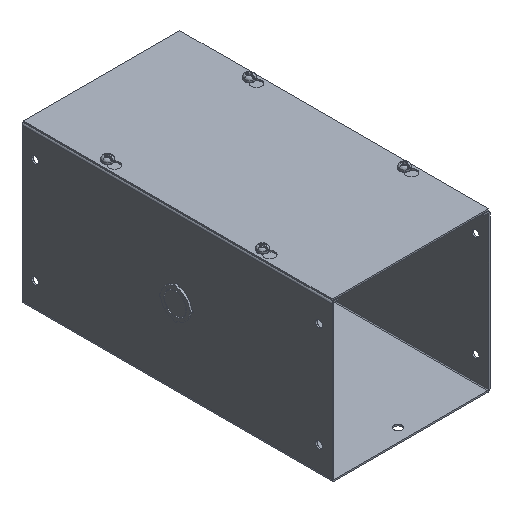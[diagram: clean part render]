
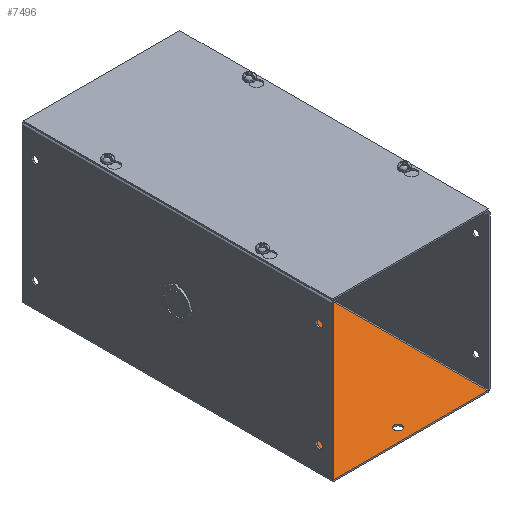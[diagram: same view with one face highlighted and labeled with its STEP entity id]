
A CAD part, isometric view. The second image highlights one B-rep face of the part: STEP entity #7496.
In plain terms, the highlighted planar face has unit normal (0, 0, 1).
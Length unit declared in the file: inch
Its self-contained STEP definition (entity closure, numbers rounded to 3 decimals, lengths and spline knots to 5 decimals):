
#25 = CIRCLE ( 'NONE', #8266, 0.15625 ) ;
#167 = CARTESIAN_POINT ( 'NONE',  ( 2.971, 6., 0.057 ) ) ;
#193 = VECTOR ( 'NONE', #8562, 39.37008 ) ;
#254 = CIRCLE ( 'NONE', #5511, 0.15625 ) ;
#682 = CARTESIAN_POINT ( 'NONE',  ( -2.971, 6., 0.057 ) ) ;
#683 = DIRECTION ( 'NONE',  ( 1., 0., 0. ) ) ;
#870 = FACE_BOUND ( 'NONE', #1587, .T. ) ;
#940 = VERTEX_POINT ( 'NONE', #9074 ) ;
#1059 = ORIENTED_EDGE ( 'NONE', *, *, #3716, .T. ) ;
#1074 = EDGE_CURVE ( 'NONE', #9123, #6798, #7136, .T. ) ;
#1116 = ORIENTED_EDGE ( 'NONE', *, *, #6463, .T. ) ;
#1117 = VERTEX_POINT ( 'NONE', #167 ) ;
#1559 = VECTOR ( 'NONE', #7586, 39.37008 ) ;
#1587 = EDGE_LOOP ( 'NONE', ( #1059, #2031 ) ) ;
#1776 = CARTESIAN_POINT ( 'NONE',  ( -2.971, 6., 0.057 ) ) ;
#1989 = CARTESIAN_POINT ( 'NONE',  ( 3., 6., 0.057 ) ) ;
#2031 = ORIENTED_EDGE ( 'NONE', *, *, #1074, .T. ) ;
#2100 = CARTESIAN_POINT ( 'NONE',  ( 0., -5.5, 0.057 ) ) ;
#2233 = VERTEX_POINT ( 'NONE', #6143 ) ;
#2738 = DIRECTION ( 'NONE',  ( -1., 0., 0. ) ) ;
#2819 = CARTESIAN_POINT ( 'NONE',  ( -0.15625, 5.5, 0.057 ) ) ;
#2841 = DIRECTION ( 'NONE',  ( 0., 0., -1. ) ) ;
#3038 = ORIENTED_EDGE ( 'NONE', *, *, #5559, .F. ) ;
#3124 = VERTEX_POINT ( 'NONE', #3192 ) ;
#3125 = VECTOR ( 'NONE', #2738, 39.37008 ) ;
#3130 = CARTESIAN_POINT ( 'NONE',  ( -0.15625, -5.5, 0.057 ) ) ;
#3192 = CARTESIAN_POINT ( 'NONE',  ( 2.971, -6., 0.057 ) ) ;
#3497 = LINE ( 'NONE', #1989, #3125 ) ;
#3524 = VERTEX_POINT ( 'NONE', #1776 ) ;
#3549 = LINE ( 'NONE', #682, #193 ) ;
#3595 = DIRECTION ( 'NONE',  ( -1., 0., 0. ) ) ;
#3716 = EDGE_CURVE ( 'NONE', #6798, #9123, #254, .T. ) ;
#3738 = FACE_OUTER_BOUND ( 'NONE', #8818, .T. ) ;
#4039 = CARTESIAN_POINT ( 'NONE',  ( 0.15625, -5.5, 0.057 ) ) ;
#4118 = LINE ( 'NONE', #9075, #1559 ) ;
#4256 = PLANE ( 'NONE',  #6486 ) ;
#4257 = DIRECTION ( 'NONE',  ( 0., 0., -1. ) ) ;
#4276 = DIRECTION ( 'NONE',  ( 1., 0., 0. ) ) ;
#4297 = EDGE_CURVE ( 'NONE', #1117, #3524, #3497, .T. ) ;
#4854 = CARTESIAN_POINT ( 'NONE',  ( 0., 5.5, 0.057 ) ) ;
#4892 = CARTESIAN_POINT ( 'NONE',  ( 2.971, 6., 0.057 ) ) ;
#5104 = DIRECTION ( 'NONE',  ( 0., 0., -1. ) ) ;
#5189 = DIRECTION ( 'NONE',  ( 0., 0., -1. ) ) ;
#5290 = CIRCLE ( 'NONE', #9016, 0.15625 ) ;
#5322 = ORIENTED_EDGE ( 'NONE', *, *, #8017, .T. ) ;
#5511 = AXIS2_PLACEMENT_3D ( 'NONE', #6548, #5104, #8787 ) ;
#5543 = LINE ( 'NONE', #4892, #7485 ) ;
#5559 = EDGE_CURVE ( 'NONE', #1117, #3124, #5543, .T. ) ;
#5566 = VERTEX_POINT ( 'NONE', #2819 ) ;
#5596 = DIRECTION ( 'NONE',  ( 0., 0., -1. ) ) ;
#6143 = CARTESIAN_POINT ( 'NONE',  ( 0.15625, 5.5, 0.057 ) ) ;
#6463 = EDGE_CURVE ( 'NONE', #5566, #2233, #25, .T. ) ;
#6486 = AXIS2_PLACEMENT_3D ( 'NONE', #7995, #2841, #3595 ) ;
#6502 = FACE_BOUND ( 'NONE', #7452, .T. ) ;
#6548 = CARTESIAN_POINT ( 'NONE',  ( 0., -5.5, 0.057 ) ) ;
#6555 = ORIENTED_EDGE ( 'NONE', *, *, #4297, .T. ) ;
#6798 = VERTEX_POINT ( 'NONE', #4039 ) ;
#6951 = ORIENTED_EDGE ( 'NONE', *, *, #7435, .F. ) ;
#7136 = CIRCLE ( 'NONE', #9232, 0.15625 ) ;
#7435 = EDGE_CURVE ( 'NONE', #940, #3524, #3549, .T. ) ;
#7452 = EDGE_LOOP ( 'NONE', ( #9203, #1116 ) ) ;
#7485 = VECTOR ( 'NONE', #7794, 39.37008 ) ;
#7496 = ADVANCED_FACE ( 'NONE', ( #870, #6502, #3738 ), #4256, .F. ) ;
#7586 = DIRECTION ( 'NONE',  ( 1., 0., 0. ) ) ;
#7794 = DIRECTION ( 'NONE',  ( 0., -1., 0. ) ) ;
#7995 = CARTESIAN_POINT ( 'NONE',  ( -3., 6., 0.057 ) ) ;
#8017 = EDGE_CURVE ( 'NONE', #940, #3124, #4118, .T. ) ;
#8087 = DIRECTION ( 'NONE',  ( 1., 0., 0. ) ) ;
#8266 = AXIS2_PLACEMENT_3D ( 'NONE', #8742, #5189, #8087 ) ;
#8562 = DIRECTION ( 'NONE',  ( 0., 1., 0. ) ) ;
#8742 = CARTESIAN_POINT ( 'NONE',  ( 0., 5.5, 0.057 ) ) ;
#8787 = DIRECTION ( 'NONE',  ( 1., 0., 0. ) ) ;
#8818 = EDGE_LOOP ( 'NONE', ( #6951, #5322, #3038, #6555 ) ) ;
#8888 = EDGE_CURVE ( 'NONE', #2233, #5566, #5290, .T. ) ;
#9016 = AXIS2_PLACEMENT_3D ( 'NONE', #4854, #5596, #4276 ) ;
#9074 = CARTESIAN_POINT ( 'NONE',  ( -2.971, -6., 0.057 ) ) ;
#9075 = CARTESIAN_POINT ( 'NONE',  ( -3., -6., 0.057 ) ) ;
#9123 = VERTEX_POINT ( 'NONE', #3130 ) ;
#9203 = ORIENTED_EDGE ( 'NONE', *, *, #8888, .T. ) ;
#9232 = AXIS2_PLACEMENT_3D ( 'NONE', #2100, #4257, #683 ) ;
